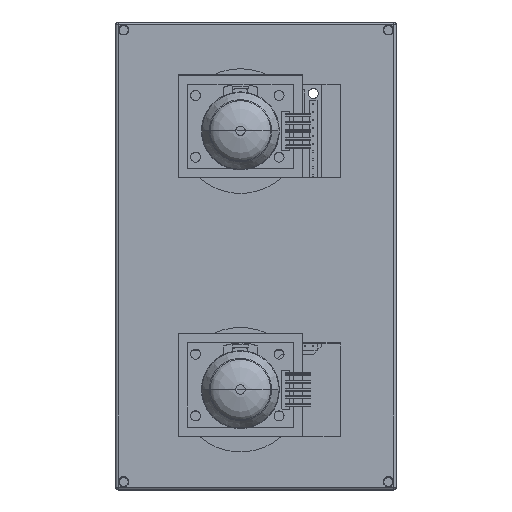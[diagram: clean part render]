
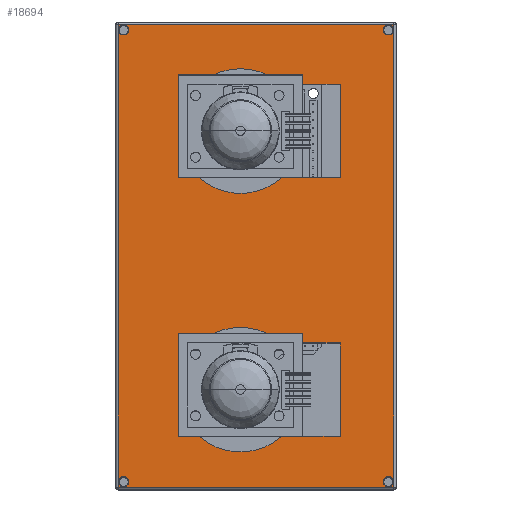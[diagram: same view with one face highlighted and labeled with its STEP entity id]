
A CAD part, top view. The second image highlights one B-rep face of the part: STEP entity #18694.
In plain terms, the highlighted planar face has unit normal (0, 0, 1).
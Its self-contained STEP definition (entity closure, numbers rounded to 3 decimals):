
#1107=FACE_BOUND('',#3470,.T.);
#1108=FACE_BOUND('',#3471,.T.);
#1109=FACE_BOUND('',#3472,.T.);
#1110=FACE_BOUND('',#3473,.T.);
#1111=FACE_BOUND('',#3474,.T.);
#1112=FACE_BOUND('',#3475,.T.);
#1264=CIRCLE('',#19845,1.65);
#1265=CIRCLE('',#19846,1.65);
#1266=CIRCLE('',#19847,20.);
#1267=CIRCLE('',#19848,20.);
#1268=CIRCLE('',#19849,20.);
#1269=CIRCLE('',#19850,20.);
#1270=CIRCLE('',#19851,1.65);
#1271=CIRCLE('',#19852,1.65);
#2313=FACE_OUTER_BOUND('',#3469,.T.);
#3469=EDGE_LOOP('',(#15571,#15572,#15573,#15574));
#3470=EDGE_LOOP('',(#15575));
#3471=EDGE_LOOP('',(#15576));
#3472=EDGE_LOOP('',(#15577,#15578,#15579,#15580,#15581,#15582,#15583,#15584,
#15585,#15586));
#3473=EDGE_LOOP('',(#15587,#15588,#15589,#15590,#15591,#15592,#15593,#15594,
#15595,#15596));
#3474=EDGE_LOOP('',(#15597));
#3475=EDGE_LOOP('',(#15598));
#5414=LINE('',#29663,#7540);
#5418=LINE('',#29676,#7544);
#5420=LINE('',#29679,#7546);
#5422=LINE('',#29682,#7548);
#5430=LINE('',#29705,#7556);
#5431=LINE('',#29707,#7557);
#5432=LINE('',#29709,#7558);
#5433=LINE('',#29711,#7559);
#5434=LINE('',#29713,#7560);
#5435=LINE('',#29717,#7561);
#5436=LINE('',#29719,#7562);
#5437=LINE('',#29720,#7563);
#5438=LINE('',#29725,#7564);
#5439=LINE('',#29727,#7565);
#5440=LINE('',#29729,#7566);
#5441=LINE('',#29731,#7567);
#5442=LINE('',#29733,#7568);
#5443=LINE('',#29737,#7569);
#5444=LINE('',#29739,#7570);
#5445=LINE('',#29740,#7571);
#7540=VECTOR('',#23494,10.);
#7544=VECTOR('',#23510,10.);
#7546=VECTOR('',#23514,10.);
#7548=VECTOR('',#23518,10.);
#7556=VECTOR('',#23538,10.);
#7557=VECTOR('',#23539,10.);
#7558=VECTOR('',#23540,10.);
#7559=VECTOR('',#23541,10.);
#7560=VECTOR('',#23542,10.);
#7561=VECTOR('',#23545,10.);
#7562=VECTOR('',#23546,10.);
#7563=VECTOR('',#23547,10.);
#7564=VECTOR('',#23550,10.);
#7565=VECTOR('',#23551,10.);
#7566=VECTOR('',#23552,10.);
#7567=VECTOR('',#23553,10.);
#7568=VECTOR('',#23554,10.);
#7569=VECTOR('',#23557,10.);
#7570=VECTOR('',#23558,10.);
#7571=VECTOR('',#23559,10.);
#9214=VERTEX_POINT('',#29634);
#9217=VERTEX_POINT('',#29644);
#9220=VERTEX_POINT('',#29654);
#9223=VERTEX_POINT('',#29667);
#9229=VERTEX_POINT('',#29697);
#9230=VERTEX_POINT('',#29699);
#9231=VERTEX_POINT('',#29701);
#9232=VERTEX_POINT('',#29702);
#9233=VERTEX_POINT('',#29704);
#9234=VERTEX_POINT('',#29706);
#9235=VERTEX_POINT('',#29708);
#9236=VERTEX_POINT('',#29710);
#9237=VERTEX_POINT('',#29712);
#9238=VERTEX_POINT('',#29714);
#9239=VERTEX_POINT('',#29716);
#9240=VERTEX_POINT('',#29718);
#9241=VERTEX_POINT('',#29721);
#9242=VERTEX_POINT('',#29722);
#9243=VERTEX_POINT('',#29724);
#9244=VERTEX_POINT('',#29726);
#9245=VERTEX_POINT('',#29728);
#9246=VERTEX_POINT('',#29730);
#9247=VERTEX_POINT('',#29732);
#9248=VERTEX_POINT('',#29734);
#9249=VERTEX_POINT('',#29736);
#9250=VERTEX_POINT('',#29738);
#9251=VERTEX_POINT('',#29741);
#9252=VERTEX_POINT('',#29743);
#11403=EDGE_CURVE('',#9214,#9220,#5414,.T.);
#11410=EDGE_CURVE('',#9220,#9223,#5418,.T.);
#11412=EDGE_CURVE('',#9223,#9217,#5420,.T.);
#11414=EDGE_CURVE('',#9217,#9214,#5422,.T.);
#11422=EDGE_CURVE('',#9229,#9229,#1264,.T.);
#11423=EDGE_CURVE('',#9230,#9230,#1265,.T.);
#11424=EDGE_CURVE('',#9231,#9232,#1266,.T.);
#11425=EDGE_CURVE('',#9232,#9233,#5430,.T.);
#11426=EDGE_CURVE('',#9233,#9234,#5431,.T.);
#11427=EDGE_CURVE('',#9234,#9235,#5432,.T.);
#11428=EDGE_CURVE('',#9235,#9236,#5433,.T.);
#11429=EDGE_CURVE('',#9236,#9237,#5434,.T.);
#11430=EDGE_CURVE('',#9237,#9238,#1267,.T.);
#11431=EDGE_CURVE('',#9238,#9239,#5435,.T.);
#11432=EDGE_CURVE('',#9239,#9240,#5436,.T.);
#11433=EDGE_CURVE('',#9240,#9231,#5437,.T.);
#11434=EDGE_CURVE('',#9241,#9242,#1268,.T.);
#11435=EDGE_CURVE('',#9242,#9243,#5438,.T.);
#11436=EDGE_CURVE('',#9243,#9244,#5439,.T.);
#11437=EDGE_CURVE('',#9244,#9245,#5440,.T.);
#11438=EDGE_CURVE('',#9245,#9246,#5441,.T.);
#11439=EDGE_CURVE('',#9246,#9247,#5442,.T.);
#11440=EDGE_CURVE('',#9247,#9248,#1269,.T.);
#11441=EDGE_CURVE('',#9248,#9249,#5443,.T.);
#11442=EDGE_CURVE('',#9249,#9250,#5444,.T.);
#11443=EDGE_CURVE('',#9250,#9241,#5445,.T.);
#11444=EDGE_CURVE('',#9251,#9251,#1270,.T.);
#11445=EDGE_CURVE('',#9252,#9252,#1271,.T.);
#15571=ORIENTED_EDGE('',*,*,#11403,.F.);
#15572=ORIENTED_EDGE('',*,*,#11414,.F.);
#15573=ORIENTED_EDGE('',*,*,#11412,.F.);
#15574=ORIENTED_EDGE('',*,*,#11410,.F.);
#15575=ORIENTED_EDGE('',*,*,#11422,.T.);
#15576=ORIENTED_EDGE('',*,*,#11423,.T.);
#15577=ORIENTED_EDGE('',*,*,#11424,.T.);
#15578=ORIENTED_EDGE('',*,*,#11425,.T.);
#15579=ORIENTED_EDGE('',*,*,#11426,.T.);
#15580=ORIENTED_EDGE('',*,*,#11427,.T.);
#15581=ORIENTED_EDGE('',*,*,#11428,.T.);
#15582=ORIENTED_EDGE('',*,*,#11429,.T.);
#15583=ORIENTED_EDGE('',*,*,#11430,.T.);
#15584=ORIENTED_EDGE('',*,*,#11431,.T.);
#15585=ORIENTED_EDGE('',*,*,#11432,.T.);
#15586=ORIENTED_EDGE('',*,*,#11433,.T.);
#15587=ORIENTED_EDGE('',*,*,#11434,.T.);
#15588=ORIENTED_EDGE('',*,*,#11435,.T.);
#15589=ORIENTED_EDGE('',*,*,#11436,.T.);
#15590=ORIENTED_EDGE('',*,*,#11437,.T.);
#15591=ORIENTED_EDGE('',*,*,#11438,.T.);
#15592=ORIENTED_EDGE('',*,*,#11439,.T.);
#15593=ORIENTED_EDGE('',*,*,#11440,.T.);
#15594=ORIENTED_EDGE('',*,*,#11441,.T.);
#15595=ORIENTED_EDGE('',*,*,#11442,.T.);
#15596=ORIENTED_EDGE('',*,*,#11443,.T.);
#15597=ORIENTED_EDGE('',*,*,#11444,.T.);
#15598=ORIENTED_EDGE('',*,*,#11445,.T.);
#17814=PLANE('',#19844);
#18694=ADVANCED_FACE('',(#2313,#1107,#1108,#1109,#1110,#1111,#1112),#17814,
 .T.);
#19844=AXIS2_PLACEMENT_3D('',#29696,#23530,#23531);
#19845=AXIS2_PLACEMENT_3D('',#29698,#23532,#23533);
#19846=AXIS2_PLACEMENT_3D('',#29700,#23534,#23535);
#19847=AXIS2_PLACEMENT_3D('',#29703,#23536,#23537);
#19848=AXIS2_PLACEMENT_3D('',#29715,#23543,#23544);
#19849=AXIS2_PLACEMENT_3D('',#29723,#23548,#23549);
#19850=AXIS2_PLACEMENT_3D('',#29735,#23555,#23556);
#19851=AXIS2_PLACEMENT_3D('',#29742,#23560,#23561);
#19852=AXIS2_PLACEMENT_3D('',#29744,#23562,#23563);
#23494=DIRECTION('',(1.,0.,0.));
#23510=DIRECTION('',(0.,-1.,0.));
#23514=DIRECTION('',(-1.,0.,0.));
#23518=DIRECTION('',(0.,1.,0.));
#23530=DIRECTION('center_axis',(0.,0.,1.));
#23531=DIRECTION('ref_axis',(1.,0.,0.));
#23532=DIRECTION('center_axis',(0.,0.,-1.));
#23533=DIRECTION('ref_axis',(-1.,0.,0.));
#23534=DIRECTION('center_axis',(0.,0.,-1.));
#23535=DIRECTION('ref_axis',(-1.,0.,0.));
#23536=DIRECTION('center_axis',(0.,0.,-1.));
#23537=DIRECTION('ref_axis',(-1.,0.,0.));
#23538=DIRECTION('',(1.,0.,0.));
#23539=DIRECTION('',(0.,-1.,0.));
#23540=DIRECTION('',(1.,0.,0.));
#23541=DIRECTION('',(0.,-1.,0.));
#23542=DIRECTION('',(-1.,0.,0.));
#23543=DIRECTION('center_axis',(0.,0.,-1.));
#23544=DIRECTION('ref_axis',(-1.,0.,0.));
#23545=DIRECTION('',(-1.,0.,0.));
#23546=DIRECTION('',(0.,1.,0.));
#23547=DIRECTION('',(1.,0.,0.));
#23548=DIRECTION('center_axis',(0.,0.,-1.));
#23549=DIRECTION('ref_axis',(-1.,0.,0.));
#23550=DIRECTION('',(1.,0.,0.));
#23551=DIRECTION('',(0.,-1.,0.));
#23552=DIRECTION('',(1.,0.,0.));
#23553=DIRECTION('',(0.,-1.,0.));
#23554=DIRECTION('',(-1.,0.,0.));
#23555=DIRECTION('center_axis',(0.,0.,-1.));
#23556=DIRECTION('ref_axis',(-1.,0.,0.));
#23557=DIRECTION('',(-1.,0.,0.));
#23558=DIRECTION('',(0.,1.,0.));
#23559=DIRECTION('',(1.,0.,0.));
#23560=DIRECTION('center_axis',(0.,0.,-1.));
#23561=DIRECTION('ref_axis',(-1.,0.,0.));
#23562=DIRECTION('center_axis',(0.,0.,-1.));
#23563=DIRECTION('ref_axis',(-1.,0.,0.));
#29634=CARTESIAN_POINT('',(0.75,-0.75,50.));
#29644=CARTESIAN_POINT('',(0.75,-149.25,50.));
#29654=CARTESIAN_POINT('',(89.25,-0.75,50.));
#29663=CARTESIAN_POINT('',(67.5,-0.75,50.));
#29667=CARTESIAN_POINT('',(89.25,-149.25,50.));
#29676=CARTESIAN_POINT('',(89.25,-112.5,50.));
#29679=CARTESIAN_POINT('',(22.5,-149.25,50.));
#29682=CARTESIAN_POINT('',(0.75,-37.5,50.));
#29696=CARTESIAN_POINT('Origin',(45.,-75.,50.));
#29697=CARTESIAN_POINT('',(4.15,-147.5,50.));
#29698=CARTESIAN_POINT('Origin',(2.5,-147.5,50.));
#29699=CARTESIAN_POINT('',(89.15,-2.5,50.));
#29700=CARTESIAN_POINT('Origin',(87.5,-2.5,50.));
#29701=CARTESIAN_POINT('',(31.282,-17.,50.));
#29702=CARTESIAN_POINT('',(48.718,-17.,50.));
#29703=CARTESIAN_POINT('Origin',(40.,-35.,50.));
#29704=CARTESIAN_POINT('',(60.,-17.,50.));
#29705=CARTESIAN_POINT('',(32.5,-17.,50.));
#29706=CARTESIAN_POINT('',(60.,-20.,50.));
#29707=CARTESIAN_POINT('',(60.,-46.,50.));
#29708=CARTESIAN_POINT('',(72.,-20.,50.));
#29709=CARTESIAN_POINT('',(52.5,-20.,50.));
#29710=CARTESIAN_POINT('',(72.,-50.,50.));
#29711=CARTESIAN_POINT('',(72.,-47.5,50.));
#29712=CARTESIAN_POINT('',(53.229,-50.,50.));
#29713=CARTESIAN_POINT('',(58.5,-50.,50.));
#29714=CARTESIAN_POINT('',(26.771,-50.,50.));
#29715=CARTESIAN_POINT('Origin',(40.,-35.,50.));
#29716=CARTESIAN_POINT('',(20.,-50.,50.));
#29717=CARTESIAN_POINT('',(58.5,-50.,50.));
#29718=CARTESIAN_POINT('',(20.,-17.,50.));
#29719=CARTESIAN_POINT('',(20.,-62.5,50.));
#29720=CARTESIAN_POINT('',(32.5,-17.,50.));
#29721=CARTESIAN_POINT('',(31.282,-100.,50.));
#29722=CARTESIAN_POINT('',(48.718,-100.,50.));
#29723=CARTESIAN_POINT('Origin',(40.,-118.,50.));
#29724=CARTESIAN_POINT('',(60.,-100.,50.));
#29725=CARTESIAN_POINT('',(32.5,-100.,50.));
#29726=CARTESIAN_POINT('',(60.,-103.,50.));
#29727=CARTESIAN_POINT('',(60.,-87.5,50.));
#29728=CARTESIAN_POINT('',(72.,-103.,50.));
#29729=CARTESIAN_POINT('',(52.5,-103.,50.));
#29730=CARTESIAN_POINT('',(72.,-133.,50.));
#29731=CARTESIAN_POINT('',(72.,-89.,50.));
#29732=CARTESIAN_POINT('',(53.229,-133.,50.));
#29733=CARTESIAN_POINT('',(52.5,-133.,50.));
#29734=CARTESIAN_POINT('',(26.771,-133.,50.));
#29735=CARTESIAN_POINT('Origin',(40.,-118.,50.));
#29736=CARTESIAN_POINT('',(20.,-133.,50.));
#29737=CARTESIAN_POINT('',(52.5,-133.,50.));
#29738=CARTESIAN_POINT('',(20.,-100.,50.));
#29739=CARTESIAN_POINT('',(20.,-104.,50.));
#29740=CARTESIAN_POINT('',(32.5,-100.,50.));
#29741=CARTESIAN_POINT('',(4.15,-2.5,50.));
#29742=CARTESIAN_POINT('Origin',(2.5,-2.5,50.));
#29743=CARTESIAN_POINT('',(89.15,-147.5,50.));
#29744=CARTESIAN_POINT('Origin',(87.5,-147.5,50.));
